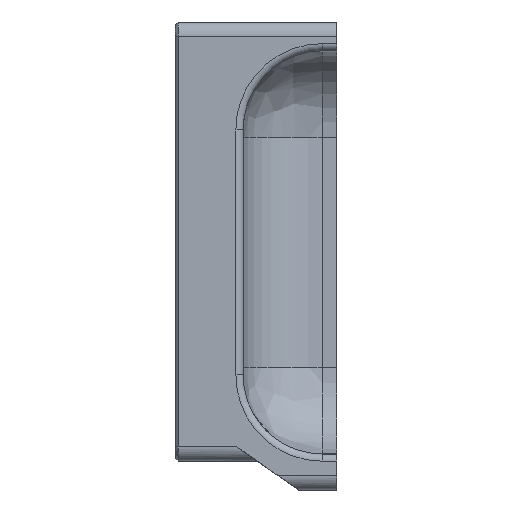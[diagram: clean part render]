
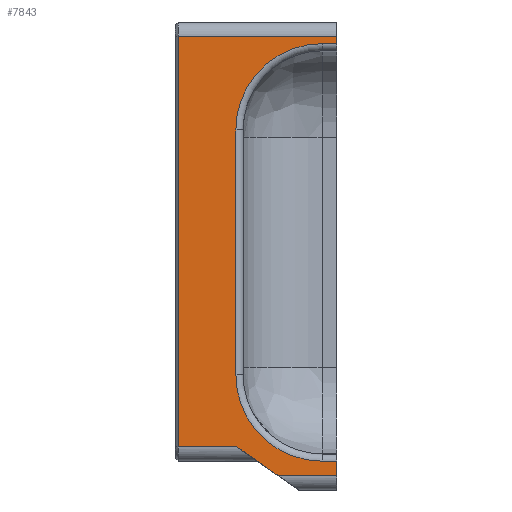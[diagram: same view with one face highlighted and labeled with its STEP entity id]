
A CAD part, left-side view. The second image highlights one B-rep face of the part: STEP entity #7843.
In plain terms, the highlighted planar face has unit normal (-1, 0, 0).
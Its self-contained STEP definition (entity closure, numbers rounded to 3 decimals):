
#488=CIRCLE('',#8492,12.);
#489=CIRCLE('',#8493,12.);
#924=FACE_OUTER_BOUND('',#1381,.T.);
#1381=EDGE_LOOP('',(#6200,#6201,#6202,#6203,#6204,#6205,#6206,#6207,#6208,
#6209,#6210,#6211));
#1586=LINE('',#11190,#2352);
#1592=LINE('',#11206,#2358);
#2049=LINE('',#12771,#2815);
#2052=LINE('',#12782,#2818);
#2057=LINE('',#12793,#2823);
#2062=LINE('',#12809,#2828);
#2063=LINE('',#12810,#2829);
#2064=LINE('',#12812,#2830);
#2065=LINE('',#12816,#2831);
#2066=LINE('',#12819,#2832);
#2352=VECTOR('',#8851,10.);
#2358=VECTOR('',#8869,10.);
#2815=VECTOR('',#10192,10.);
#2818=VECTOR('',#10201,10.);
#2823=VECTOR('',#10208,10.);
#2828=VECTOR('',#10223,10.);
#2829=VECTOR('',#10224,10.);
#2830=VECTOR('',#10225,10.);
#2831=VECTOR('',#10228,10.);
#2832=VECTOR('',#10231,10.);
#3116=VERTEX_POINT('',#11183);
#3118=VERTEX_POINT('',#11188);
#3122=VERTEX_POINT('',#11204);
#3545=VERTEX_POINT('',#12770);
#3549=VERTEX_POINT('',#12779);
#3550=VERTEX_POINT('',#12781);
#3555=VERTEX_POINT('',#12792);
#3561=VERTEX_POINT('',#12808);
#3562=VERTEX_POINT('',#12811);
#3563=VERTEX_POINT('',#12813);
#3564=VERTEX_POINT('',#12815);
#3565=VERTEX_POINT('',#12817);
#3847=EDGE_CURVE('',#3118,#3116,#1586,.T.);
#3856=EDGE_CURVE('',#3118,#3122,#1592,.T.);
#4519=EDGE_CURVE('',#3545,#3116,#2049,.T.);
#4524=EDGE_CURVE('',#3549,#3550,#2052,.T.);
#4530=EDGE_CURVE('',#3545,#3555,#2057,.T.);
#4538=EDGE_CURVE('',#3561,#3122,#2062,.T.);
#4539=EDGE_CURVE('',#3561,#3550,#2063,.T.);
#4540=EDGE_CURVE('',#3549,#3562,#2064,.T.);
#4541=EDGE_CURVE('',#3562,#3563,#488,.T.);
#4542=EDGE_CURVE('',#3563,#3564,#2065,.T.);
#4543=EDGE_CURVE('',#3564,#3565,#489,.T.);
#4544=EDGE_CURVE('',#3565,#3555,#2066,.T.);
#6200=ORIENTED_EDGE('',*,*,#3847,.F.);
#6201=ORIENTED_EDGE('',*,*,#3856,.T.);
#6202=ORIENTED_EDGE('',*,*,#4538,.F.);
#6203=ORIENTED_EDGE('',*,*,#4539,.T.);
#6204=ORIENTED_EDGE('',*,*,#4524,.F.);
#6205=ORIENTED_EDGE('',*,*,#4540,.T.);
#6206=ORIENTED_EDGE('',*,*,#4541,.T.);
#6207=ORIENTED_EDGE('',*,*,#4542,.T.);
#6208=ORIENTED_EDGE('',*,*,#4543,.T.);
#6209=ORIENTED_EDGE('',*,*,#4544,.T.);
#6210=ORIENTED_EDGE('',*,*,#4530,.F.);
#6211=ORIENTED_EDGE('',*,*,#4519,.T.);
#7499=PLANE('',#8491);
#7843=ADVANCED_FACE('',(#924),#7499,.F.);
#8491=AXIS2_PLACEMENT_3D('',#12807,#10221,#10222);
#8492=AXIS2_PLACEMENT_3D('',#12814,#10226,#10227);
#8493=AXIS2_PLACEMENT_3D('',#12818,#10229,#10230);
#8851=DIRECTION('',(0.,0.,1.));
#8869=DIRECTION('',(0.,-1.,0.));
#10192=DIRECTION('',(0.,1.,0.));
#10201=DIRECTION('',(0.,0.,-1.));
#10208=DIRECTION('',(0.,0.,-1.));
#10221=DIRECTION('center_axis',(1.,0.,0.));
#10222=DIRECTION('ref_axis',(0.,0.,
-1.));
#10223=DIRECTION('',(0.,0.819,0.574));
#10224=DIRECTION('',(0.,-1.,0.));
#10225=DIRECTION('',(0.,1.,0.));
#10226=DIRECTION('center_axis',(1.,0.,0.));
#10227=DIRECTION('ref_axis',(0.,0.707,-0.707));
#10228=DIRECTION('',(0.,0.,1.));
#10229=DIRECTION('center_axis',(1.,0.,0.));
#10230=DIRECTION('ref_axis',(0.,0.707,0.707));
#10231=DIRECTION('',(0.,-1.,0.));
#11183=CARTESIAN_POINT('',(-204.5,12.,-523.));
#11188=CARTESIAN_POINT('',(-204.5,12.,-580.));
#11190=CARTESIAN_POINT('',(-204.5,12.,-536.25));
#11204=CARTESIAN_POINT('',(-204.5,3.856,-580.));
#11206=CARTESIAN_POINT('',(-204.5,-4.5,-580.));
#12770=CARTESIAN_POINT('',(-204.5,-10.,-523.));
#12771=CARTESIAN_POINT('',(-204.5,-10.,-523.));
#12779=CARTESIAN_POINT('',(-204.5,-10.,-582.));
#12781=CARTESIAN_POINT('',(-204.5,-10.,-584.));
#12782=CARTESIAN_POINT('',(-204.5,-10.,-582.));
#12792=CARTESIAN_POINT('',(-204.5,-10.,-524.));
#12793=CARTESIAN_POINT('',(-204.5,-10.,-518.));
#12807=CARTESIAN_POINT('Origin',(-204.5,-10.,-520.));
#12808=CARTESIAN_POINT('',(-204.5,-1.856,-584.));
#12809=CARTESIAN_POINT('',(-204.5,9.018,-576.386));
#12810=CARTESIAN_POINT('',(-204.5,-10.,-584.));
#12811=CARTESIAN_POINT('',(-204.5,-8.,-582.));
#12812=CARTESIAN_POINT('',(-204.5,-10.,-582.));
#12813=CARTESIAN_POINT('',(-204.5,4.,-570.));
#12814=CARTESIAN_POINT('Origin',(-204.5,-8.,-570.));
#12815=CARTESIAN_POINT('',(-204.5,4.,-536.));
#12816=CARTESIAN_POINT('',(-204.5,4.,-528.));
#12817=CARTESIAN_POINT('',(-204.5,-8.,-524.));
#12818=CARTESIAN_POINT('Origin',(-204.5,-8.,-536.));
#12819=CARTESIAN_POINT('',(-204.5,-11.5,-524.));
